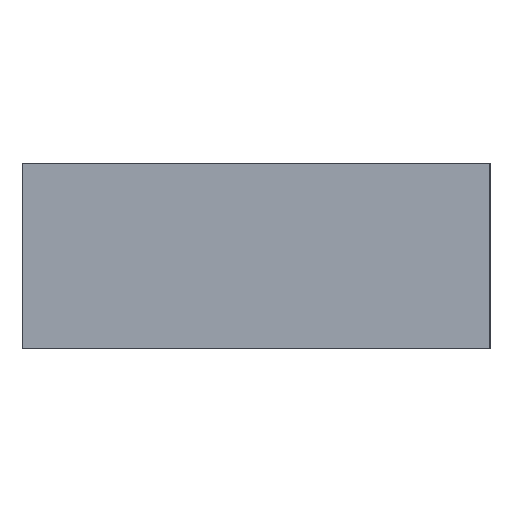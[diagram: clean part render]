
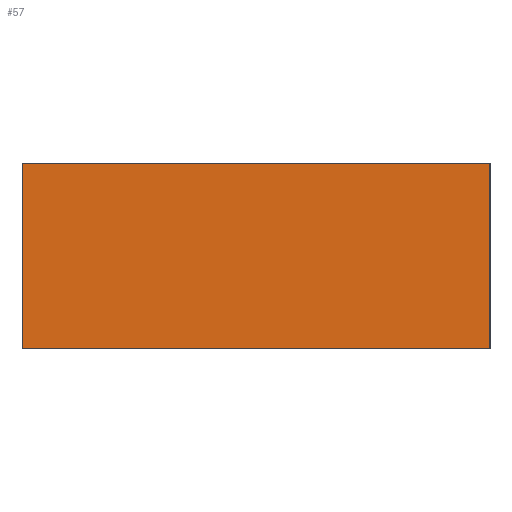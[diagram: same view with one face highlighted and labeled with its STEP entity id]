
A CAD part, left-side view. The second image highlights one B-rep face of the part: STEP entity #57.
In plain terms, the highlighted planar face has unit normal (-1, 0, 0).
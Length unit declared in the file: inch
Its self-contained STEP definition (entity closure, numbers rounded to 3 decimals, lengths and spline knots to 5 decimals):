
#57=ADVANCED_FACE('',(#77),#69,.F.);
#69=PLANE('',#247);
#77=FACE_OUTER_BOUND('',#84,.T.);
#84=EDGE_LOOP('',(#102,#103,#104,#105));
#102=ORIENTED_EDGE('',*,*,#178,.T.);
#103=ORIENTED_EDGE('',*,*,#179,.F.);
#104=ORIENTED_EDGE('',*,*,#180,.F.);
#105=ORIENTED_EDGE('',*,*,#181,.T.);
#158=VERTEX_POINT('',#331);
#159=VERTEX_POINT('',#332);
#160=VERTEX_POINT('',#334);
#161=VERTEX_POINT('',#336);
#178=EDGE_CURVE('',#158,#159,#206,.T.);
#179=EDGE_CURVE('',#160,#159,#207,.T.);
#180=EDGE_CURVE('',#161,#160,#208,.T.);
#181=EDGE_CURVE('',#161,#158,#209,.T.);
#206=LINE('',#330,#226);
#207=LINE('',#333,#227);
#208=LINE('',#335,#228);
#209=LINE('',#337,#229);
#226=VECTOR('',#269,1.);
#227=VECTOR('',#270,1.);
#228=VECTOR('',#271,1.);
#229=VECTOR('',#272,1.);
#247=AXIS2_PLACEMENT_3D('',#338,#273,#274);
#269=DIRECTION('',(0.,-1.,0.));
#270=DIRECTION('',(0.,0.,-1.));
#271=DIRECTION('',(0.,-1.,0.));
#272=DIRECTION('',(0.,0.,-1.));
#273=DIRECTION('',(1.,0.,0.));
#274=DIRECTION('',(0.,-1.,0.));
#330=CARTESIAN_POINT('',(-0.07,-0.27,0.));
#331=CARTESIAN_POINT('',(-0.07,-0.27,0.));
#332=CARTESIAN_POINT('',(-0.07,-0.9,0.));
#333=CARTESIAN_POINT('',(-0.07,-0.9,0.25));
#334=CARTESIAN_POINT('',(-0.07,-0.9,0.25));
#335=CARTESIAN_POINT('',(-0.07,-0.27,0.25));
#336=CARTESIAN_POINT('',(-0.07,-0.27,0.25));
#337=CARTESIAN_POINT('',(-0.07,-0.27,0.25));
#338=CARTESIAN_POINT('',(-0.07,-0.27,0.25));
